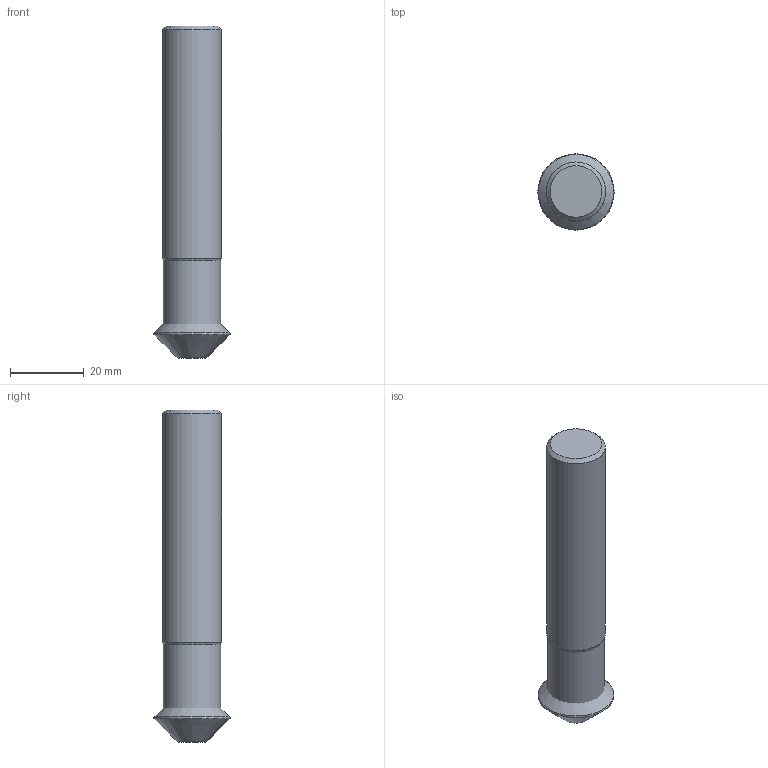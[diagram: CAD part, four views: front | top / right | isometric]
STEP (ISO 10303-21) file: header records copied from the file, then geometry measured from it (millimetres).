
FILE_DESCRIPTION(/* description */ (''),/* implementation_level */ '2;1');
FILE_NAME(/* name */ '8N1R027B16-SSO09-C.stp',/* time_stamp */ '2020-01-08T14:14:35+01:00',/* author */ (''),/* organization */ (''),/* preprocessor_version */ 'ST-DEVELOPER v16.7',/* originating_system */ 'SIEMENS PLM Software NX 12.0',/* authorisation */ '');
FILE_SCHEMA (('AUTOMOTIVE_DESIGN { 1 0 10303 214 3 1 1 1 }'));
Length unit declared in the file: millimetre
Products named in the file (1): wq702BE00ED2ryqt
Bounding box: 20.67 x 20.67 x 90 mm (x, y, z)
Volume: 19756.3 mm3; surface area: 5764.8 mm2
Topology: 2 solids, 2 shells, 16 faces, 32 edges, 18 vertices
Faces by surface type: cone 7, torus 4, cylinder 3, plane 2
Full cylindrical faces by diameter (mm): 15.5 x1, 16 x1, 19.405 x1
Entity records: 351 total; most frequent: DIRECTION 62, CARTESIAN_POINT 47, AXIS2_PLACEMENT_3D 31, FACE_BOUND 28, EDGE_LOOP 28, ORIENTED_EDGE 28, ADVANCED_FACE 16, VERTEX_POINT 16
